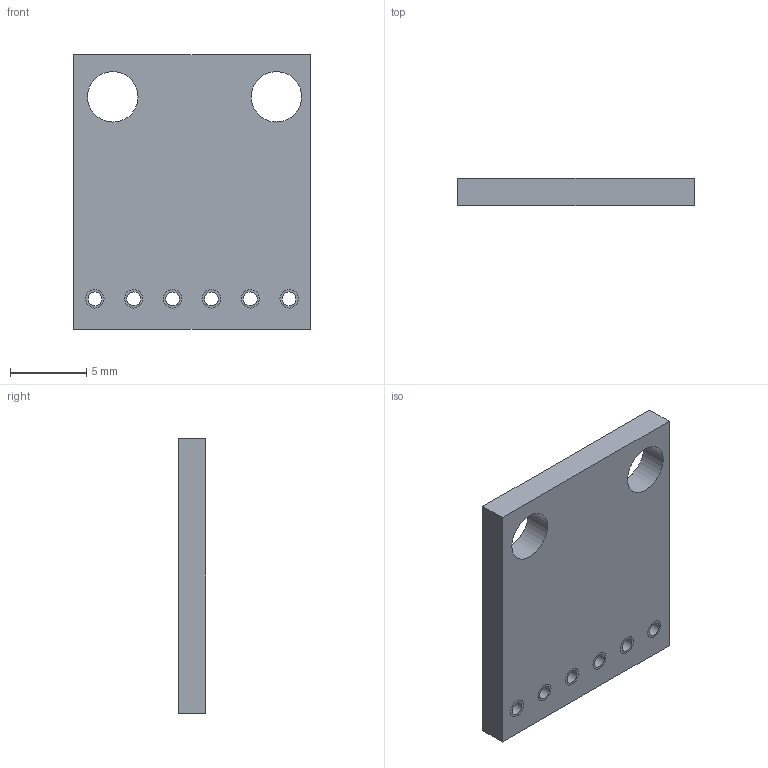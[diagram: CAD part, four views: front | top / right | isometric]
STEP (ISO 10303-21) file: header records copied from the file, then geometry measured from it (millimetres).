
FILE_DESCRIPTION(/* description */ (''),/* implementation_level */ '2;1');
FILE_NAME(/* name */ 'Baromietr v1.step',/* time_stamp */ '2023-01-19T22:20:39+01:00',/* author */ (''),/* organization */ (''),/* preprocessor_version */ 'ST-DEVELOPER v19.2',/* originating_system */ 'Autodesk Translation Framework v11.17.0.187',/* authorisation */ '');
FILE_SCHEMA (('AUTOMOTIVE_DESIGN { 1 0 10303 214 3 1 1 }'));
Length unit declared in the file: millimetre
Products named in the file (2): Baromietr; Komponent1
Assembly tree (1 placements, depth 2):
  Baromietr
    Komponent1
Bounding box: 15.44 x 1.8 x 17.98 mm (x, y, z)
Volume: 462 mm3; surface area: 783 mm2
Topology: 7 solids, 7 shells, 38 faces, 72 edges, 48 vertices
Faces by surface type: cylinder 20, plane 18
Full cylindrical faces by diameter (mm): 0.9 x6, 1.2 x12, 3.3 x2
Entity records: 1104 total; most frequent: DIRECTION 196, CARTESIAN_POINT 162, ORIENTED_EDGE 144, AXIS2_PLACEMENT_3D 82, EDGE_CURVE 72, EDGE_LOOP 66, VERTEX_POINT 48, CIRCLE 40
